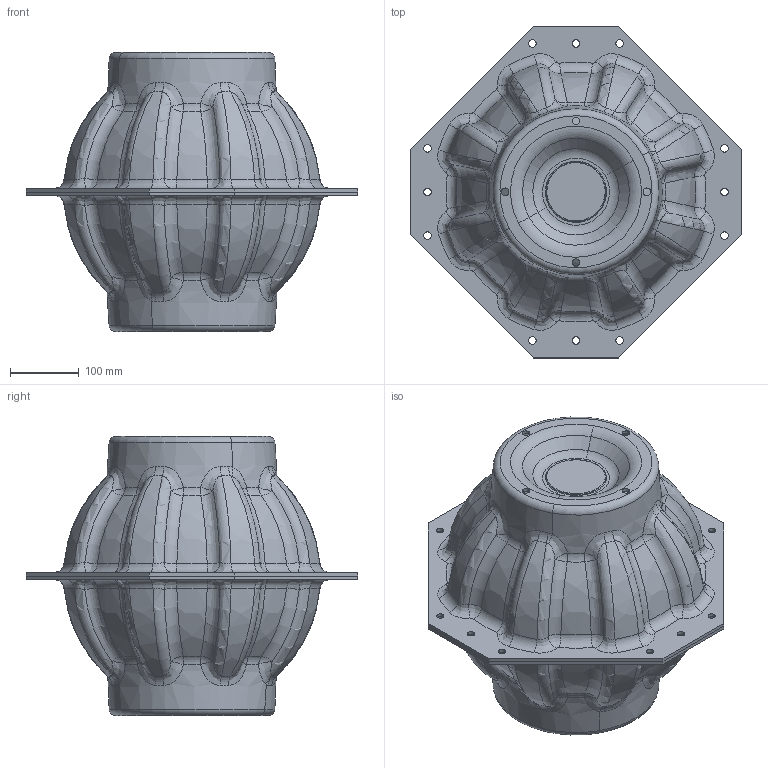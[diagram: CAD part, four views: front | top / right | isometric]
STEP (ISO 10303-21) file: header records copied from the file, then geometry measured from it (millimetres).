
FILE_DESCRIPTION(('CATIA V5 STEP Exchange'),'2;1');
FILE_NAME('Schutzschale 13''''ZB_Schutzschale_13''''_Vitrovex_150206.stp','2015-02-06T15:58:17+00:00',('none'),('none'),'CATIA Version 5 Release 19 SP 9 (IN-10)','CATIA V5 STEP AP214','none');
FILE_SCHEMA(('AUTOMOTIVE_DESIGN { 1 0 10303 214 1 1 1 1 }'));
Length unit declared in the file: millimetre
Products named in the file (3): ZB_Schutzhuelle 13''_Vitrovex; Glaskugel 13''; Schutzschale_13''_Vitrovex
Bounding box: 483 x 483 x 406 mm (x, y, z)
Volume: 7702425.7 mm3; surface area: 1939954.1 mm2
Topology: 3 solids, 4 shells, 772 faces, 1844 edges, 1020 vertices
Faces by surface type: torus 296, bspline 264, sphere 100, cylinder 64, plane 32, cone 16
Entity records: 22705 total; most frequent: CARTESIAN_POINT 15457, ORIENTED_EDGE 1776, EDGE_CURVE 888, DIRECTION 873, AXIS2_PLACEMENT_3D 603, VERTEX_POINT 512, B_SPLINE_CURVE_WITH_KNOTS 427, EDGE_LOOP 426
